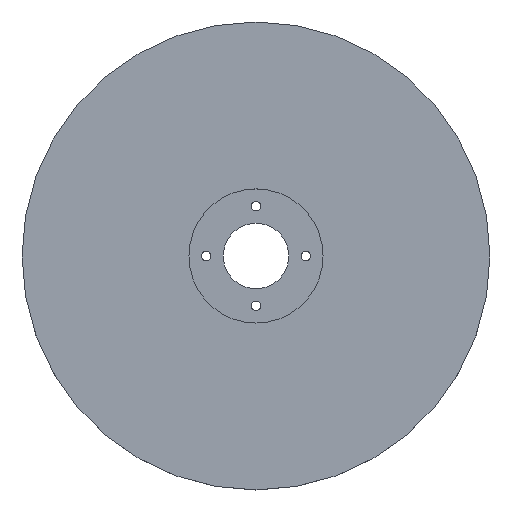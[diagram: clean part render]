
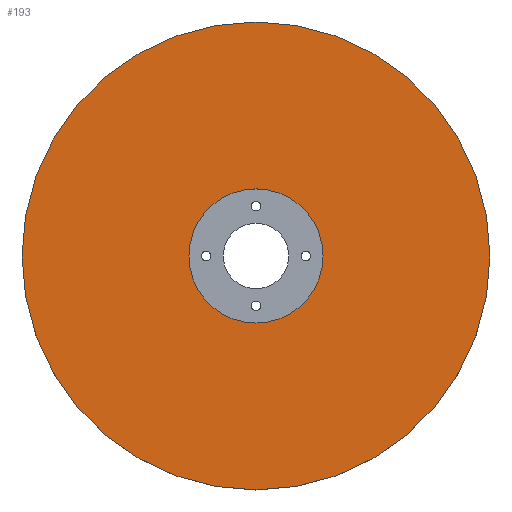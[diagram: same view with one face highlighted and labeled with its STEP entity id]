
A CAD part, top view. The second image highlights one B-rep face of the part: STEP entity #193.
In plain terms, the highlighted planar face has unit normal (0, 0, 1).
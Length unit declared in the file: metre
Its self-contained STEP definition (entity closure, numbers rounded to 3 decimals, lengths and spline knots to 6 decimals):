
#22=PLANE('',#233);
#39=ORIENTED_EDGE('',*,*,#73,.F.);
#40=ORIENTED_EDGE('',*,*,#59,.T.);
#59=EDGE_CURVE('',#76,#76,#93,.T.);
#73=EDGE_CURVE('',#90,#90,#107,.T.);
#76=VERTEX_POINT('',#307);
#90=VERTEX_POINT('',#342);
#93=CIRCLE('',#213,0.0375);
#107=CIRCLE('',#234,0.01075);
#124=EDGE_LOOP('',(#39));
#125=EDGE_LOOP('',(#40));
#158=FACE_BOUND('',#124,.T.);
#159=FACE_BOUND('',#125,.T.);
#193=ADVANCED_FACE('',(#158,#159),#22,.F.);
#213=AXIS2_PLACEMENT_3D('',#306,#246,#247);
#233=AXIS2_PLACEMENT_3D('',#340,#286,#287);
#234=AXIS2_PLACEMENT_3D('',#341,#288,#289);
#246=DIRECTION('',(0.,0.,1.));
#247=DIRECTION('',(1.,0.,0.));
#286=DIRECTION('',(0.,0.,-1.));
#287=DIRECTION('',(1.,0.,0.));
#288=DIRECTION('',(0.,0.,1.));
#289=DIRECTION('',(1.,0.,0.));
#306=CARTESIAN_POINT('',(0.,0.,0.0025));
#307=CARTESIAN_POINT('',(0.0375,0.,0.0025));
#340=CARTESIAN_POINT('',(0.,0.,0.0025));
#341=CARTESIAN_POINT('',(0.,0.,0.0025));
#342=CARTESIAN_POINT('',(0.01075,0.,0.0025));
